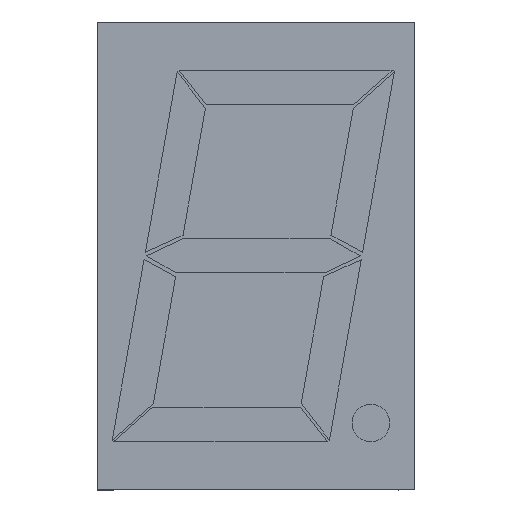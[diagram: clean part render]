
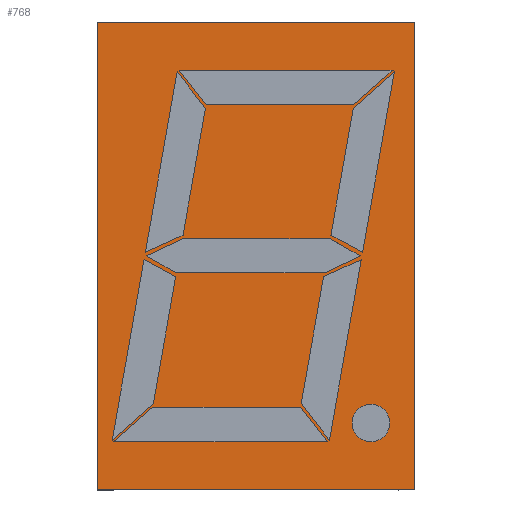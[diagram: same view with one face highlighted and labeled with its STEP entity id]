
A CAD part, top view. The second image highlights one B-rep face of the part: STEP entity #768.
In plain terms, the highlighted planar face has unit normal (0, 0, 1).
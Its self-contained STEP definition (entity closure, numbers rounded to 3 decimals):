
#32 = PLANE('',#33);
#33 = AXIS2_PLACEMENT_3D('',#34,#35,#36);
#34 = CARTESIAN_POINT('',(-13.3,28.,0.));
#35 = DIRECTION('',(0.,1.,0.));
#36 = DIRECTION('',(1.,0.,0.));
#57 = VERTEX_POINT('',#58);
#58 = CARTESIAN_POINT('',(-13.3,28.,11.));
#72 = PLANE('',#73);
#73 = AXIS2_PLACEMENT_3D('',#74,#75,#76);
#74 = CARTESIAN_POINT('',(-13.3,-28.,0.));
#75 = DIRECTION('',(-1.,0.,0.));
#76 = DIRECTION('',(0.,1.,0.));
#84 = EDGE_CURVE('',#57,#85,#87,.T.);
#85 = VERTEX_POINT('',#86);
#86 = CARTESIAN_POINT('',(24.7,28.,11.));
#87 = SURFACE_CURVE('',#88,(#92,#99),.PCURVE_S1.);
#88 = LINE('',#89,#90);
#89 = CARTESIAN_POINT('',(-13.3,28.,11.));
#90 = VECTOR('',#91,1.);
#91 = DIRECTION('',(1.,0.,0.));
#92 = PCURVE('',#32,#93);
#93 = DEFINITIONAL_REPRESENTATION('',(#94),#98);
#94 = LINE('',#95,#96);
#95 = CARTESIAN_POINT('',(0.,-11.));
#96 = VECTOR('',#97,1.);
#97 = DIRECTION('',(1.,0.));
#98 = ( GEOMETRIC_REPRESENTATION_CONTEXT(2) 
PARAMETRIC_REPRESENTATION_CONTEXT() REPRESENTATION_CONTEXT('2D SPACE',''
  ) );
#99 = PCURVE('',#100,#105);
#100 = PLANE('',#101);
#101 = AXIS2_PLACEMENT_3D('',#102,#103,#104);
#102 = CARTESIAN_POINT('',(-13.3,28.,11.));
#103 = DIRECTION('',(0.,0.,1.));
#104 = DIRECTION('',(1.,0.,0.));
#105 = DEFINITIONAL_REPRESENTATION('',(#106),#110);
#106 = LINE('',#107,#108);
#107 = CARTESIAN_POINT('',(0.,0.));
#108 = VECTOR('',#109,1.);
#109 = DIRECTION('',(1.,0.));
#110 = ( GEOMETRIC_REPRESENTATION_CONTEXT(2) 
PARAMETRIC_REPRESENTATION_CONTEXT() REPRESENTATION_CONTEXT('2D SPACE',''
  ) );
#128 = PLANE('',#129);
#129 = AXIS2_PLACEMENT_3D('',#130,#131,#132);
#130 = CARTESIAN_POINT('',(24.7,28.,0.));
#131 = DIRECTION('',(1.,0.,0.));
#132 = DIRECTION('',(0.,-1.,0.));
#619 = EDGE_CURVE('',#85,#620,#622,.T.);
#620 = VERTEX_POINT('',#621);
#621 = CARTESIAN_POINT('',(24.7,-28.,11.));
#622 = SURFACE_CURVE('',#623,(#627,#634),.PCURVE_S1.);
#623 = LINE('',#624,#625);
#624 = CARTESIAN_POINT('',(24.7,28.,11.));
#625 = VECTOR('',#626,1.);
#626 = DIRECTION('',(0.,-1.,0.));
#627 = PCURVE('',#128,#628);
#628 = DEFINITIONAL_REPRESENTATION('',(#629),#633);
#629 = LINE('',#630,#631);
#630 = CARTESIAN_POINT('',(0.,-11.));
#631 = VECTOR('',#632,1.);
#632 = DIRECTION('',(1.,0.));
#633 = ( GEOMETRIC_REPRESENTATION_CONTEXT(2) 
PARAMETRIC_REPRESENTATION_CONTEXT() REPRESENTATION_CONTEXT('2D SPACE',''
  ) );
#634 = PCURVE('',#100,#635);
#635 = DEFINITIONAL_REPRESENTATION('',(#636),#640);
#636 = LINE('',#637,#638);
#637 = CARTESIAN_POINT('',(38.,0.));
#638 = VECTOR('',#639,1.);
#639 = DIRECTION('',(0.,-1.));
#640 = ( GEOMETRIC_REPRESENTATION_CONTEXT(2) 
PARAMETRIC_REPRESENTATION_CONTEXT() REPRESENTATION_CONTEXT('2D SPACE',''
  ) );
#658 = PLANE('',#659);
#659 = AXIS2_PLACEMENT_3D('',#660,#661,#662);
#660 = CARTESIAN_POINT('',(24.7,-28.,0.));
#661 = DIRECTION('',(0.,-1.,0.));
#662 = DIRECTION('',(-1.,0.,0.));
#768 = ADVANCED_FACE('',(#769),#100,.T.);
#769 = FACE_BOUND('',#770,.F.);
#770 = EDGE_LOOP('',(#771,#772,#773,#796));
#771 = ORIENTED_EDGE('',*,*,#84,.T.);
#772 = ORIENTED_EDGE('',*,*,#619,.T.);
#773 = ORIENTED_EDGE('',*,*,#774,.T.);
#774 = EDGE_CURVE('',#620,#775,#777,.T.);
#775 = VERTEX_POINT('',#776);
#776 = CARTESIAN_POINT('',(-13.3,-28.,11.));
#777 = SURFACE_CURVE('',#778,(#782,#789),.PCURVE_S1.);
#778 = LINE('',#779,#780);
#779 = CARTESIAN_POINT('',(24.7,-28.,11.));
#780 = VECTOR('',#781,1.);
#781 = DIRECTION('',(-1.,0.,0.));
#782 = PCURVE('',#100,#783);
#783 = DEFINITIONAL_REPRESENTATION('',(#784),#788);
#784 = LINE('',#785,#786);
#785 = CARTESIAN_POINT('',(38.,-56.));
#786 = VECTOR('',#787,1.);
#787 = DIRECTION('',(-1.,0.));
#788 = ( GEOMETRIC_REPRESENTATION_CONTEXT(2) 
PARAMETRIC_REPRESENTATION_CONTEXT() REPRESENTATION_CONTEXT('2D SPACE',''
  ) );
#789 = PCURVE('',#658,#790);
#790 = DEFINITIONAL_REPRESENTATION('',(#791),#795);
#791 = LINE('',#792,#793);
#792 = CARTESIAN_POINT('',(0.,-11.));
#793 = VECTOR('',#794,1.);
#794 = DIRECTION('',(1.,0.));
#795 = ( GEOMETRIC_REPRESENTATION_CONTEXT(2) 
PARAMETRIC_REPRESENTATION_CONTEXT() REPRESENTATION_CONTEXT('2D SPACE',''
  ) );
#796 = ORIENTED_EDGE('',*,*,#797,.T.);
#797 = EDGE_CURVE('',#775,#57,#798,.T.);
#798 = SURFACE_CURVE('',#799,(#803,#810),.PCURVE_S1.);
#799 = LINE('',#800,#801);
#800 = CARTESIAN_POINT('',(-13.3,-28.,11.));
#801 = VECTOR('',#802,1.);
#802 = DIRECTION('',(0.,1.,0.));
#803 = PCURVE('',#100,#804);
#804 = DEFINITIONAL_REPRESENTATION('',(#805),#809);
#805 = LINE('',#806,#807);
#806 = CARTESIAN_POINT('',(0.,-56.));
#807 = VECTOR('',#808,1.);
#808 = DIRECTION('',(0.,1.));
#809 = ( GEOMETRIC_REPRESENTATION_CONTEXT(2) 
PARAMETRIC_REPRESENTATION_CONTEXT() REPRESENTATION_CONTEXT('2D SPACE',''
  ) );
#810 = PCURVE('',#72,#811);
#811 = DEFINITIONAL_REPRESENTATION('',(#812),#816);
#812 = LINE('',#813,#814);
#813 = CARTESIAN_POINT('',(0.,-11.));
#814 = VECTOR('',#815,1.);
#815 = DIRECTION('',(1.,0.));
#816 = ( GEOMETRIC_REPRESENTATION_CONTEXT(2) 
PARAMETRIC_REPRESENTATION_CONTEXT() REPRESENTATION_CONTEXT('2D SPACE',''
  ) );
